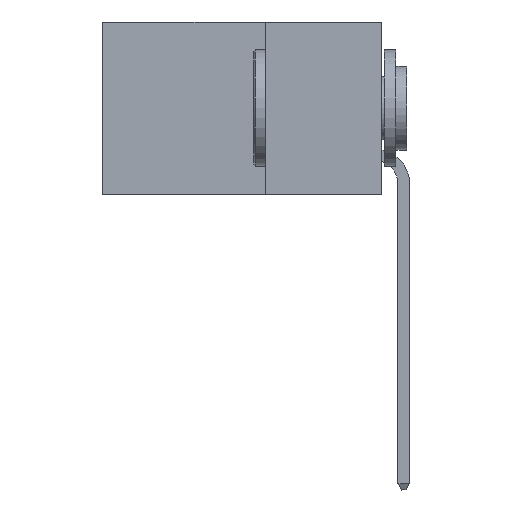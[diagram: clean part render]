
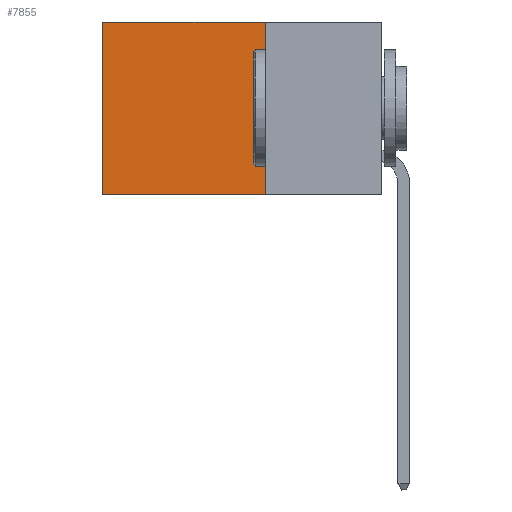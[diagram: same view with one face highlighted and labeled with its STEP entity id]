
A CAD part, left-side view. The second image highlights one B-rep face of the part: STEP entity #7855.
In plain terms, the highlighted planar face has unit normal (-1, 0, 0).
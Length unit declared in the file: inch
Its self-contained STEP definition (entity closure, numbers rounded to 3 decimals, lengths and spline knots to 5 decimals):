
#293 = ORIENTED_EDGE ( 'NONE', *, *, #33802, .T. ) ;
#1016 = VECTOR ( 'NONE', #4024, 39.37008 ) ;
#1061 = AXIS2_PLACEMENT_3D ( 'NONE', #27512, #5798, #22004 ) ;
#1547 = CARTESIAN_POINT ( 'NONE',  ( 0.2875, 0.25, 0. ) ) ;
#3956 = LINE ( 'NONE', #13808, #31696 ) ;
#4024 = DIRECTION ( 'NONE',  ( 0., 0., -1. ) ) ;
#5232 = VECTOR ( 'NONE', #22698, 39.37008 ) ;
#5798 = DIRECTION ( 'NONE',  ( 1., 0., 0. ) ) ;
#5938 = CARTESIAN_POINT ( 'NONE',  ( 0.2875, 0.25, 0. ) ) ;
#7203 = DIRECTION ( 'NONE',  ( 0., 1., 0. ) ) ;
#7819 = EDGE_LOOP ( 'NONE', ( #32121, #9121, #18296, #293 ) ) ;
#7855 = ADVANCED_FACE ( 'NONE', ( #12145 ), #8413, .F. ) ;
#8413 = PLANE ( 'NONE',  #1061 ) ;
#9121 = ORIENTED_EDGE ( 'NONE', *, *, #26693, .F. ) ;
#10161 = VECTOR ( 'NONE', #7203, 39.37008 ) ;
#12145 = FACE_OUTER_BOUND ( 'NONE', #7819, .T. ) ;
#12183 = CARTESIAN_POINT ( 'NONE',  ( 0.2875, 0.6, 0. ) ) ;
#12943 = VERTEX_POINT ( 'NONE', #18673 ) ;
#13685 = DIRECTION ( 'NONE',  ( 0., 0., -1. ) ) ;
#13808 = CARTESIAN_POINT ( 'NONE',  ( 0.2875, 0.25, 0. ) ) ;
#13895 = EDGE_CURVE ( 'NONE', #24830, #12943, #14107, .T. ) ;
#14107 = LINE ( 'NONE', #12183, #1016 ) ;
#17298 = LINE ( 'NONE', #26856, #10161 ) ;
#18296 = ORIENTED_EDGE ( 'NONE', *, *, #24668, .F. ) ;
#18673 = CARTESIAN_POINT ( 'NONE',  ( 0.2875, 0.6, -0.37 ) ) ;
#22004 = DIRECTION ( 'NONE',  ( 0., 0., -1. ) ) ;
#22698 = DIRECTION ( 'NONE',  ( 0., 1., 0. ) ) ;
#24668 = EDGE_CURVE ( 'NONE', #28410, #33555, #3956, .T. ) ;
#24830 = VERTEX_POINT ( 'NONE', #27812 ) ;
#26693 = EDGE_CURVE ( 'NONE', #33555, #12943, #17298, .T. ) ;
#26856 = CARTESIAN_POINT ( 'NONE',  ( 0.2875, 0.25, -0.37 ) ) ;
#27512 = CARTESIAN_POINT ( 'NONE',  ( 0.2875, 0.25, 0. ) ) ;
#27812 = CARTESIAN_POINT ( 'NONE',  ( 0.2875, 0.6, 0. ) ) ;
#28410 = VERTEX_POINT ( 'NONE', #5938 ) ;
#29571 = LINE ( 'NONE', #1547, #5232 ) ;
#29604 = CARTESIAN_POINT ( 'NONE',  ( 0.2875, 0.25, -0.37 ) ) ;
#31696 = VECTOR ( 'NONE', #13685, 39.37008 ) ;
#32121 = ORIENTED_EDGE ( 'NONE', *, *, #13895, .T. ) ;
#33555 = VERTEX_POINT ( 'NONE', #29604 ) ;
#33802 = EDGE_CURVE ( 'NONE', #28410, #24830, #29571, .T. ) ;
